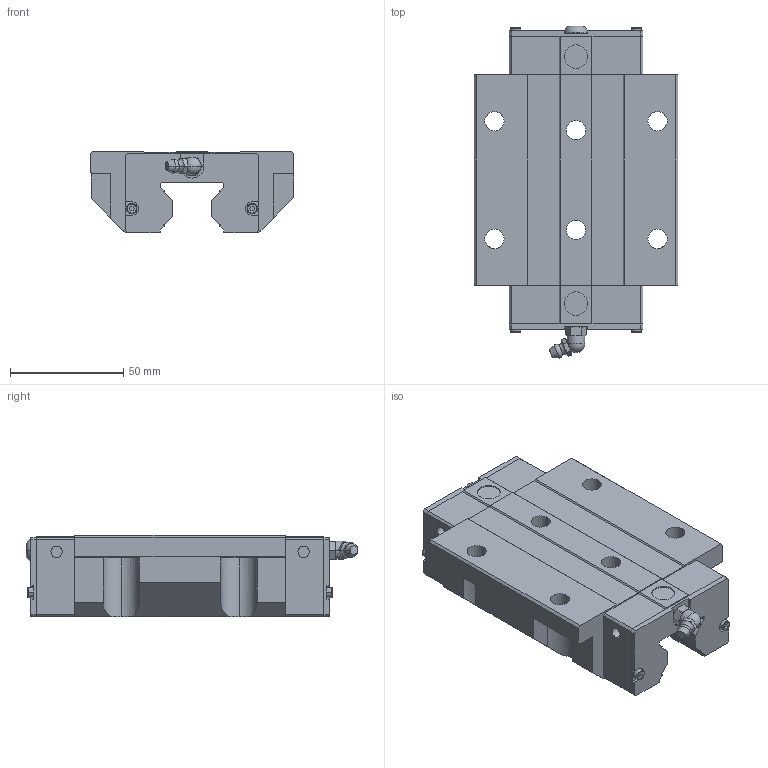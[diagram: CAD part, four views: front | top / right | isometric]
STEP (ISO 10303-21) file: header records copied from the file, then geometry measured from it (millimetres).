
FILE_DESCRIPTION(('STEP AP214'),'1');
FILE_NAME('cctmp_409A36F7-EAD8-461F-9B39-BEE54A7EB538_2020_5_14_11_18_58_497..stp','2020-05-14T09:18:58',('HIWIN GmbH'),('CADClick - www.CADClick.com'),'Spatial InterOp 3D',' ','unknown authorization');
FILE_SCHEMA(('AUTOMOTIVE_DESIGN'));
Length unit declared in the file: millimetre
Products named in the file (1): RGW30HCZAH_FILE
Bounding box: 90 x 146.51 x 36 mm (x, y, z)
Volume: 264597.6 mm3; surface area: 45425.2 mm2
Topology: 1 solids, 7 shells, 378 faces, 1006 edges, 656 vertices
Faces by surface type: plane 212, cylinder 108, torus 38, cone 18, sphere 2
Entity records: 15100 total; most frequent: CARTESIAN_POINT 2463, DIRECTION 2014, ORIENTED_EDGE 2008, EDGE_CURVE 1004, AXIS2_PLACEMENT_3D 691, VERTEX_POINT 656, LINE 632, VECTOR 632
